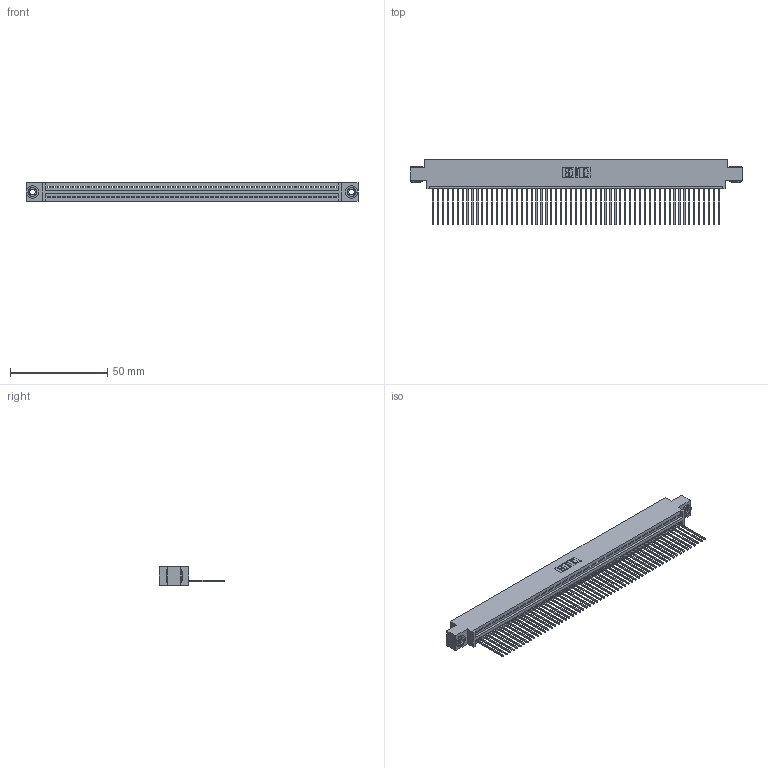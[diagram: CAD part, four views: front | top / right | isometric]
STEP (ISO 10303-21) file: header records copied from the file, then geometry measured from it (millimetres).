
FILE_DESCRIPTION (( 'STEP AP203' ), '1' );
FILE_NAME ('395-059-541-603.STEP', '2019-10-24T10:03:04', ( '' ), ( '' ), 'SwSTEP 2.0', 'SolidWorks 2016', '' );
FILE_SCHEMA (( 'CONFIG_CONTROL_DESIGN' ));
Length unit declared in the file: inch
Products named in the file (4): 395-059-541-603; 345 Part_0.170 Offset - 0.156 Dia-TH; 345-250-002_345-250-002-102; 345-292-001_345-293-141
Assembly tree (62 placements, depth 2):
  395-059-541-603
    345 Part_0.170 Offset - 0.156 Dia-TH
    345-292-001_345-293-141  x59
    345-250-002_345-250-002-102  x2
Bounding box: 171.07 x 33.96 x 9.4 mm (x, y, z)
Volume: 16488.3 mm3; surface area: 23629.1 mm2
Topology: 62 solids, 62 shells, 3590 faces, 10813 edges, 7126 vertices
Faces by surface type: plane 2454, cylinder 1128, cone 8
Entity records: 42916 total; most frequent: CARTESIAN_POINT 7412, ORIENTED_EDGE 7398, DIRECTION 6479, EDGE_CURVE 3699, LINE 3307, VECTOR 3307, VERTEX_POINT 2462, AXIS2_PLACEMENT_3D 1586
